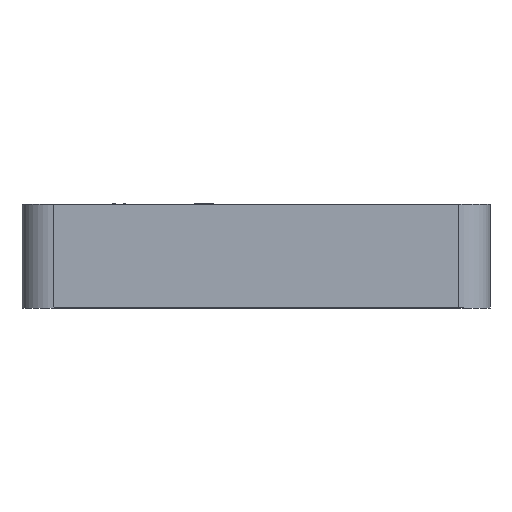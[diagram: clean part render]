
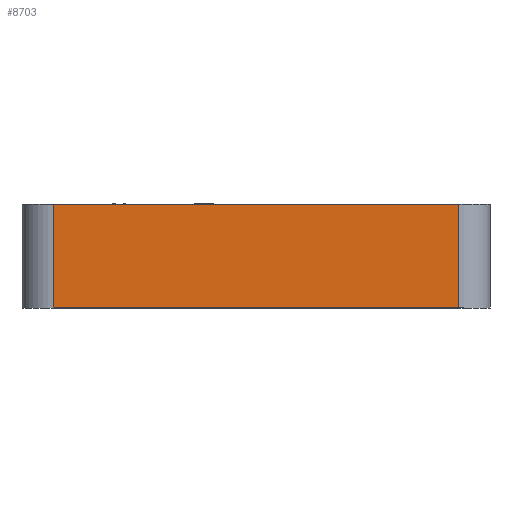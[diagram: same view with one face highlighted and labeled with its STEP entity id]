
A CAD part, left-side view. The second image highlights one B-rep face of the part: STEP entity #8703.
In plain terms, the highlighted planar face has unit normal (-1, 0, 0).
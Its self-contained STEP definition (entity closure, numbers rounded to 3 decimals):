
#366 = CARTESIAN_POINT ( 'NONE',  ( -45., 19.5, 0. ) ) ;
#562 = CARTESIAN_POINT ( 'NONE',  ( -45., -19.5, 10. ) ) ;
#652 = CARTESIAN_POINT ( 'NONE',  ( -45., -19.5, 10. ) ) ;
#1373 = B_SPLINE_CURVE_WITH_KNOTS ( 'NONE', 1,
 ( #5673, #4931 ),
 .UNSPECIFIED., .F., .F.,
 ( 2, 2 ),
 ( 0., 1. ),
 .UNSPECIFIED. ) ;
#1386 = CARTESIAN_POINT ( 'NONE',  ( -45., -19.5, 0. ) ) ;
#1443 = B_SPLINE_CURVE_WITH_KNOTS ( 'NONE', 1,
 ( #5703, #9112 ),
 .UNSPECIFIED., .F., .F.,
 ( 2, 2 ),
 ( 0., 1. ),
 .UNSPECIFIED. ) ;
#1456 = B_SPLINE_CURVE_WITH_KNOTS ( 'NONE', 1,
 ( #5584, #6380 ),
 .UNSPECIFIED., .F., .F.,
 ( 2, 2 ),
 ( 0., 1. ),
 .UNSPECIFIED. ) ;
#1574 = CARTESIAN_POINT ( 'NONE',  ( -45., -19.5, 0. ) ) ;
#2342 = DIRECTION ( 'NONE',  ( -1., 0., 0. ) ) ;
#3021 = ORIENTED_EDGE ( 'NONE', *, *, #4460, .T. ) ;
#3167 = FACE_OUTER_BOUND ( 'NONE', #5775, .T. ) ;
#3309 = ORIENTED_EDGE ( 'NONE', *, *, #5857, .T. ) ;
#3323 = ORIENTED_EDGE ( 'NONE', *, *, #4448, .T. ) ;
#3355 = ORIENTED_EDGE ( 'NONE', *, *, #4385, .T. ) ;
#3622 = B_SPLINE_CURVE_WITH_KNOTS ( 'NONE', 1,
 ( #562, #5297 ),
 .UNSPECIFIED., .F., .F.,
 ( 2, 2 ),
 ( 0., 1. ),
 .UNSPECIFIED. ) ;
#4213 = VERTEX_POINT ( 'NONE', #652 ) ;
#4385 = EDGE_CURVE ( 'NONE', #8532, #8499, #1373, .T. ) ;
#4448 = EDGE_CURVE ( 'NONE', #5275, #8532, #1443, .T. ) ;
#4460 = EDGE_CURVE ( 'NONE', #8499, #4213, #1456, .T. ) ;
#4931 = CARTESIAN_POINT ( 'NONE',  ( -45., -19.5, 0. ) ) ;
#5243 = CARTESIAN_POINT ( 'NONE',  ( -45., 19.5, 10. ) ) ;
#5275 = VERTEX_POINT ( 'NONE', #5243 ) ;
#5297 = CARTESIAN_POINT ( 'NONE',  ( -45., 19.5, 10. ) ) ;
#5584 = CARTESIAN_POINT ( 'NONE',  ( -45., -19.5, 0. ) ) ;
#5673 = CARTESIAN_POINT ( 'NONE',  ( -45., 19.5, 0. ) ) ;
#5703 = CARTESIAN_POINT ( 'NONE',  ( -45., 19.5, 10. ) ) ;
#5775 = EDGE_LOOP ( 'NONE', ( #3021, #3309, #3323, #3355 ) ) ;
#5857 = EDGE_CURVE ( 'NONE', #4213, #5275, #3622, .T. ) ;
#6047 = PLANE ( 'NONE',  #8290 ) ;
#6380 = CARTESIAN_POINT ( 'NONE',  ( -45., -19.5, 10. ) ) ;
#7407 = DIRECTION ( 'NONE',  ( 0., 0., 1. ) ) ;
#8290 = AXIS2_PLACEMENT_3D ( 'NONE', #1574, #2342, #7407 ) ;
#8499 = VERTEX_POINT ( 'NONE', #1386 ) ;
#8532 = VERTEX_POINT ( 'NONE', #366 ) ;
#8703 = ADVANCED_FACE ( 'NONE', ( #3167 ), #6047, .T. ) ;
#9112 = CARTESIAN_POINT ( 'NONE',  ( -45., 19.5, 0. ) ) ;
